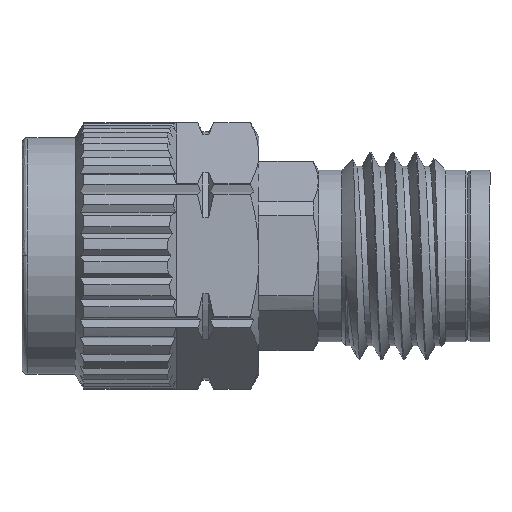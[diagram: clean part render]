
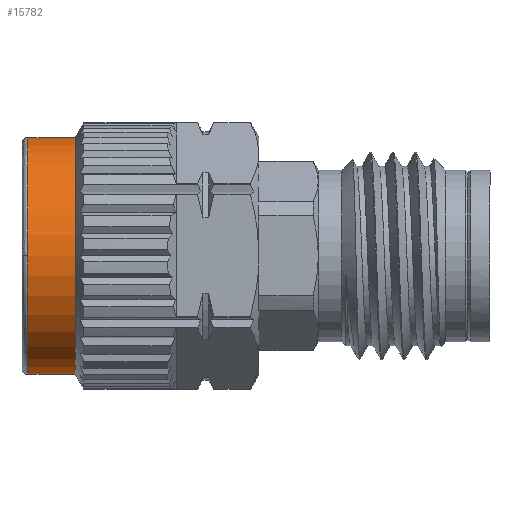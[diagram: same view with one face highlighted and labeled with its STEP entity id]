
A CAD part, top view. The second image highlights one B-rep face of the part: STEP entity #15782.
In plain terms, the highlighted cylindrical face has radius 4 mm (diameter 8 mm), a partial arc.
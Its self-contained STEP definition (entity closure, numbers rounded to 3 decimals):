
#528 = DIRECTION ( 'NONE',  ( 0., 1., 0. ) ) ;
#701 = FACE_OUTER_BOUND ( 'NONE', #10851, .T. ) ;
#1863 = DIRECTION ( 'NONE',  ( 1., 0., 0. ) ) ;
#1988 = LINE ( 'NONE', #8718, #16783 ) ;
#2407 = DIRECTION ( 'NONE',  ( -1., 0., 0. ) ) ;
#3878 = DIRECTION ( 'NONE',  ( 0., 0., -1. ) ) ;
#4085 = ORIENTED_EDGE ( 'NONE', *, *, #14800, .F. ) ;
#4209 = ORIENTED_EDGE ( 'NONE', *, *, #14101, .T. ) ;
#4663 = EDGE_CURVE ( 'NONE', #7575, #7395, #12089, .T. ) ;
#4702 = ORIENTED_EDGE ( 'NONE', *, *, #4663, .F. ) ;
#5154 = DIRECTION ( 'NONE',  ( -1., 0., 0. ) ) ;
#5635 = CIRCLE ( 'NONE', #13756, 4. ) ;
#6085 = ORIENTED_EDGE ( 'NONE', *, *, #9379, .F. ) ;
#6774 = DIRECTION ( 'NONE',  ( -1., 0., 0. ) ) ;
#7395 = VERTEX_POINT ( 'NONE', #13643 ) ;
#7575 = VERTEX_POINT ( 'NONE', #16512 ) ;
#8401 = AXIS2_PLACEMENT_3D ( 'NONE', #10590, #5154, #13567 ) ;
#8671 = CYLINDRICAL_SURFACE ( 'NONE', #15405, 4. ) ;
#8718 = CARTESIAN_POINT ( 'NONE',  ( 306.303, 3.93, 0.042 ) ) ;
#8988 = DIRECTION ( 'NONE',  ( 1., 0., 0. ) ) ;
#9179 = VERTEX_POINT ( 'NONE', #13040 ) ;
#9379 = EDGE_CURVE ( 'NONE', #11028, #7575, #15951, .T. ) ;
#10292 = CARTESIAN_POINT ( 'NONE',  ( 305.503, -4.07, 0.042 ) ) ;
#10441 = CARTESIAN_POINT ( 'NONE',  ( 306.303, -4.07, 0.042 ) ) ;
#10547 = CARTESIAN_POINT ( 'NONE',  ( 305.503, -0.07, 0.042 ) ) ;
#10590 = CARTESIAN_POINT ( 'NONE',  ( 305.503, -0.07, 0.042 ) ) ;
#10617 = DIRECTION ( 'NONE',  ( 0., 1., 0. ) ) ;
#10706 = VERTEX_POINT ( 'NONE', #11973 ) ;
#10851 = EDGE_LOOP ( 'NONE', ( #6085, #11790, #4209, #4085, #4702 ) ) ;
#10974 = CARTESIAN_POINT ( 'NONE',  ( 307.103, -0.07, 0.042 ) ) ;
#11028 = VERTEX_POINT ( 'NONE', #10292 ) ;
#11790 = ORIENTED_EDGE ( 'NONE', *, *, #16108, .T. ) ;
#11973 = CARTESIAN_POINT ( 'NONE',  ( 307.103, 3.93, 0.042 ) ) ;
#12089 = CIRCLE ( 'NONE', #13486, 4. ) ;
#12353 = VECTOR ( 'NONE', #16987, 1000. ) ;
#13040 = CARTESIAN_POINT ( 'NONE',  ( 307.103, -4.07, 0.042 ) ) ;
#13486 = AXIS2_PLACEMENT_3D ( 'NONE', #10547, #2407, #3878 ) ;
#13567 = DIRECTION ( 'NONE',  ( 0., 0., -1. ) ) ;
#13643 = CARTESIAN_POINT ( 'NONE',  ( 305.503, 3.93, 0.042 ) ) ;
#13756 = AXIS2_PLACEMENT_3D ( 'NONE', #10974, #6774, #10617 ) ;
#14101 = EDGE_CURVE ( 'NONE', #9179, #10706, #5635, .T. ) ;
#14800 = EDGE_CURVE ( 'NONE', #7395, #10706, #1988, .T. ) ;
#15160 = CARTESIAN_POINT ( 'NONE',  ( 306.303, -0.07, 0.042 ) ) ;
#15405 = AXIS2_PLACEMENT_3D ( 'NONE', #15160, #1863, #528 ) ;
#15782 = ADVANCED_FACE ( 'NONE', ( #701 ), #8671, .T. ) ;
#15951 = CIRCLE ( 'NONE', #8401, 4. ) ;
#16108 = EDGE_CURVE ( 'NONE', #11028, #9179, #16902, .T. ) ;
#16512 = CARTESIAN_POINT ( 'NONE',  ( 305.503, -0.07, 4.042 ) ) ;
#16783 = VECTOR ( 'NONE', #8988, 1000. ) ;
#16902 = LINE ( 'NONE', #10441, #12353 ) ;
#16987 = DIRECTION ( 'NONE',  ( 1., 0., 0. ) ) ;
